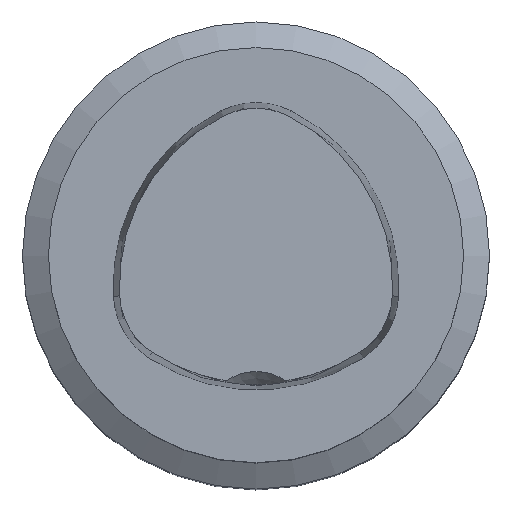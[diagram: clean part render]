
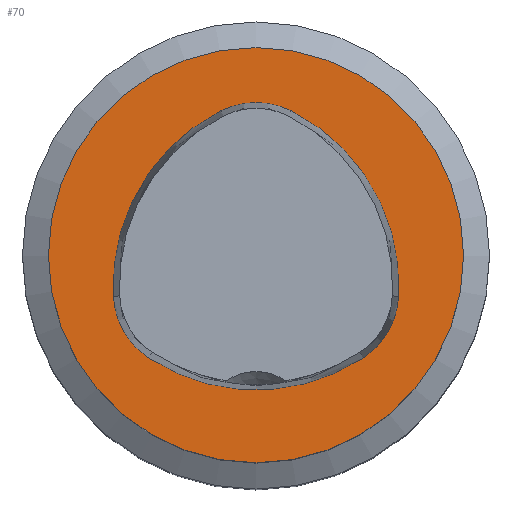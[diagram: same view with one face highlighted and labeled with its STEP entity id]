
A CAD part, top view. The second image highlights one B-rep face of the part: STEP entity #70.
In plain terms, the highlighted planar face has unit normal (0, 0, 1).
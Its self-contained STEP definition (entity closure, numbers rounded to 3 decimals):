
#70=ADVANCED_FACE('',(#91,#92),#87,.F.);
#87=PLANE('',#277);
#91=FACE_BOUND('',#105,.T.);
#92=FACE_BOUND('',#106,.T.);
#105=EDGE_LOOP('',(#129));
#106=EDGE_LOOP('',(#130,#131,#132,#133,#134,#135));
#129=ORIENTED_EDGE('',*,*,#214,.T.);
#130=ORIENTED_EDGE('',*,*,#215,.F.);
#131=ORIENTED_EDGE('',*,*,#216,.F.);
#132=ORIENTED_EDGE('',*,*,#217,.F.);
#133=ORIENTED_EDGE('',*,*,#218,.F.);
#134=ORIENTED_EDGE('',*,*,#219,.F.);
#135=ORIENTED_EDGE('',*,*,#220,.F.);
#191=VERTEX_POINT('',#403);
#192=VERTEX_POINT('',#405);
#193=VERTEX_POINT('',#406);
#194=VERTEX_POINT('',#408);
#195=VERTEX_POINT('',#410);
#196=VERTEX_POINT('',#412);
#197=VERTEX_POINT('',#414);
#214=EDGE_CURVE('',#191,#191,#245,.T.);
#215=EDGE_CURVE('',#192,#193,#246,.T.);
#216=EDGE_CURVE('',#194,#192,#247,.T.);
#217=EDGE_CURVE('',#195,#194,#248,.T.);
#218=EDGE_CURVE('',#196,#195,#249,.T.);
#219=EDGE_CURVE('',#197,#196,#250,.T.);
#220=EDGE_CURVE('',#193,#197,#251,.T.);
#245=CIRCLE('',#270,16.0);
#246=CIRCLE('',#271,6.063);
#247=CIRCLE('',#272,15.063);
#248=CIRCLE('',#273,6.063);
#249=CIRCLE('',#274,15.063);
#250=CIRCLE('',#275,6.063);
#251=CIRCLE('',#276,15.063);
#270=AXIS2_PLACEMENT_3D('',#402,#313,#314);
#271=AXIS2_PLACEMENT_3D('',#404,#315,#316);
#272=AXIS2_PLACEMENT_3D('',#407,#317,#318);
#273=AXIS2_PLACEMENT_3D('',#409,#319,#320);
#274=AXIS2_PLACEMENT_3D('',#411,#321,#322);
#275=AXIS2_PLACEMENT_3D('',#413,#323,#324);
#276=AXIS2_PLACEMENT_3D('',#415,#325,#326);
#277=AXIS2_PLACEMENT_3D('',#416,#327,#328);
#313=DIRECTION('',(0.0,0.0,1.0));
#314=DIRECTION('',(1.0,0.0,0.0));
#315=DIRECTION('',(0.0,0.0,1.0));
#316=DIRECTION('',(1.0,0.0,0.0));
#317=DIRECTION('',(0.0,0.0,1.0));
#318=DIRECTION('',(1.0,0.0,0.0));
#319=DIRECTION('',(0.0,0.0,1.0));
#320=DIRECTION('',(1.0,0.0,0.0));
#321=DIRECTION('',(0.0,0.0,1.0));
#322=DIRECTION('',(1.0,0.0,0.0));
#323=DIRECTION('',(0.0,0.0,1.0));
#324=DIRECTION('',(1.0,0.0,0.0));
#325=DIRECTION('',(0.0,0.0,1.0));
#326=DIRECTION('',(1.0,0.0,0.0));
#327=DIRECTION('',(0.0,0.0,-1.0));
#328=DIRECTION('',(-1.0,0.0,0.0));
#402=CARTESIAN_POINT('',(0.0,0.0,0.0));
#403=CARTESIAN_POINT('',(16.0,0.0,0.0));
#404=CARTESIAN_POINT('',(0.0,5.7,0.0));
#405=CARTESIAN_POINT('',(2.728,11.115,0.0));
#406=CARTESIAN_POINT('',(-2.728,11.115,0.0));
#407=CARTESIAN_POINT('',(-4.049,-2.338,0.0));
#408=CARTESIAN_POINT('',(10.989,-3.195,0.0));
#409=CARTESIAN_POINT('',(4.936,-2.85,0.0));
#410=CARTESIAN_POINT('',(8.262,-7.919,0.0));
#411=CARTESIAN_POINT('',(0.0,4.675,0.0));
#412=CARTESIAN_POINT('',(-8.262,-7.919,0.0));
#413=CARTESIAN_POINT('',(-4.936,-2.85,0.0));
#414=CARTESIAN_POINT('',(-10.989,-3.195,0.0));
#415=CARTESIAN_POINT('',(4.049,-2.338,0.0));
#416=CARTESIAN_POINT('',(0.0,16.0,0.0));
